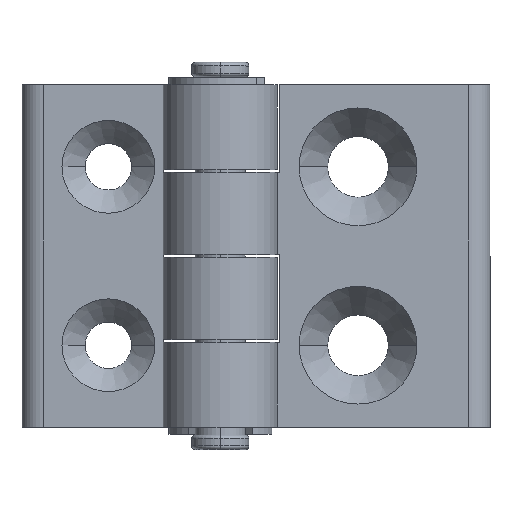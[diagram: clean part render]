
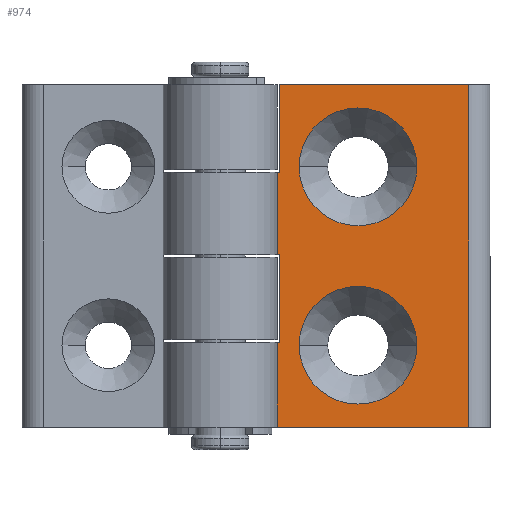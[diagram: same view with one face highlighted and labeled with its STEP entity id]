
A CAD part, top view. The second image highlights one B-rep face of the part: STEP entity #974.
In plain terms, the highlighted planar face has unit normal (0, 0, 1).
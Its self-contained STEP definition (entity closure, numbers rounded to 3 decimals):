
#47 = CARTESIAN_POINT ( 'NONE',  ( -11., 24., 3.1 ) ) ;
#142 = DIRECTION ( 'NONE',  ( 1., 0., 0. ) ) ;
#196 = LINE ( 'NONE', #2272, #1516 ) ;
#211 = CARTESIAN_POINT ( 'NONE',  ( -11.5, 0.2, 3.1 ) ) ;
#250 = VERTEX_POINT ( 'NONE', #2285 ) ;
#258 = EDGE_CURVE ( 'NONE', #525, #1364, #475, .T. ) ;
#291 = ORIENTED_EDGE ( 'NONE', *, *, #2034, .F. ) ;
#370 = LINE ( 'NONE', #1896, #2963 ) ;
#379 = FACE_BOUND ( 'NONE', #690, .T. ) ;
#391 = EDGE_CURVE ( 'NONE', #904, #1211, #1025, .T. ) ;
#411 = DIRECTION ( 'NONE',  ( 0., 0., 1. ) ) ;
#423 = ORIENTED_EDGE ( 'NONE', *, *, #544, .F. ) ;
#452 = ORIENTED_EDGE ( 'NONE', *, *, #2843, .T. ) ;
#458 = VERTEX_POINT ( 'NONE', #1504 ) ;
#472 = LINE ( 'NONE', #2299, #795 ) ;
#475 = LINE ( 'NONE', #2778, #1741 ) ;
#497 = CARTESIAN_POINT ( 'NONE',  ( -11.5, -24., 3.1 ) ) ;
#525 = VERTEX_POINT ( 'NONE', #2461 ) ;
#544 = EDGE_CURVE ( 'NONE', #1369, #1926, #2317, .T. ) ;
#559 = DIRECTION ( 'NONE',  ( 1., 0., 0. ) ) ;
#595 = CIRCLE ( 'NONE', #1988, 8.25 ) ;
#599 = ORIENTED_EDGE ( 'NONE', *, *, #636, .F. ) ;
#611 = VECTOR ( 'NONE', #2332, 1000. ) ;
#636 = EDGE_CURVE ( 'NONE', #1165, #1772, #2200, .T. ) ;
#686 = ORIENTED_EDGE ( 'NONE', *, *, #1667, .T. ) ;
#690 = EDGE_LOOP ( 'NONE', ( #2093, #423 ) ) ;
#702 = EDGE_CURVE ( 'NONE', #2194, #458, #595, .T. ) ;
#795 = VECTOR ( 'NONE', #559, 1000. ) ;
#813 = VECTOR ( 'NONE', #2132, 1000. ) ;
#816 = CARTESIAN_POINT ( 'NONE',  ( -8.25, -12.5, 3.1 ) ) ;
#826 = DIRECTION ( 'NONE',  ( 0., 0., 1. ) ) ;
#850 = ORIENTED_EDGE ( 'NONE', *, *, #2066, .T. ) ;
#861 = CARTESIAN_POINT ( 'NONE',  ( 0., -12.1, 3.1 ) ) ;
#863 = CARTESIAN_POINT ( 'NONE',  ( -11., -12.1, 3.1 ) ) ;
#864 = VECTOR ( 'NONE', #1979, 1000. ) ;
#870 = ORIENTED_EDGE ( 'NONE', *, *, #2657, .T. ) ;
#904 = VERTEX_POINT ( 'NONE', #2398 ) ;
#974 = ADVANCED_FACE ( 'NONE', ( #2021, #379, #1278 ), #2441, .T. ) ;
#1023 = DIRECTION ( 'NONE',  ( 1., 0., 0. ) ) ;
#1025 = LINE ( 'NONE', #2356, #2028 ) ;
#1064 = ORIENTED_EDGE ( 'NONE', *, *, #2810, .T. ) ;
#1080 = CARTESIAN_POINT ( 'NONE',  ( -11., 0., 3.1 ) ) ;
#1082 = CARTESIAN_POINT ( 'NONE',  ( 0., 0., 3.1 ) ) ;
#1111 = VERTEX_POINT ( 'NONE', #497 ) ;
#1165 = VERTEX_POINT ( 'NONE', #1480 ) ;
#1211 = VERTEX_POINT ( 'NONE', #47 ) ;
#1216 = CARTESIAN_POINT ( 'NONE',  ( -11., 11.7, 3.1 ) ) ;
#1221 = DIRECTION ( 'NONE',  ( 0., -1., 0. ) ) ;
#1227 = CARTESIAN_POINT ( 'NONE',  ( 0., 0.2, 3.1 ) ) ;
#1233 = EDGE_LOOP ( 'NONE', ( #452, #2214, #1349, #870, #291, #2060, #1064, #1583, #599, #850 ) ) ;
#1247 = VECTOR ( 'NONE', #2393, 1000. ) ;
#1271 = DIRECTION ( 'NONE',  ( 0., 0., -1. ) ) ;
#1278 = FACE_OUTER_BOUND ( 'NONE', #1233, .T. ) ;
#1320 = CARTESIAN_POINT ( 'NONE',  ( -8.25, 12.5, 3.1 ) ) ;
#1321 = EDGE_CURVE ( 'NONE', #1986, #1772, #196, .T. ) ;
#1349 = ORIENTED_EDGE ( 'NONE', *, *, #391, .T. ) ;
#1364 = VERTEX_POINT ( 'NONE', #211 ) ;
#1369 = VERTEX_POINT ( 'NONE', #1320 ) ;
#1380 = DIRECTION ( 'NONE',  ( 0., -1., 0. ) ) ;
#1407 = LINE ( 'NONE', #2543, #611 ) ;
#1443 = EDGE_CURVE ( 'NONE', #250, #904, #1407, .T. ) ;
#1480 = CARTESIAN_POINT ( 'NONE',  ( -11.5, -12.1, 3.1 ) ) ;
#1504 = CARTESIAN_POINT ( 'NONE',  ( 8.25, -12.5, 3.1 ) ) ;
#1516 = VECTOR ( 'NONE', #1782, 1000. ) ;
#1583 = ORIENTED_EDGE ( 'NONE', *, *, #1321, .T. ) ;
#1626 = DIRECTION ( 'NONE',  ( 0., 0., -1. ) ) ;
#1667 = EDGE_CURVE ( 'NONE', #458, #2194, #1951, .T. ) ;
#1674 = CIRCLE ( 'NONE', #2338, 8.25 ) ;
#1698 = AXIS2_PLACEMENT_3D ( 'NONE', #1082, #826, #1771 ) ;
#1741 = VECTOR ( 'NONE', #1380, 1000. ) ;
#1771 = DIRECTION ( 'NONE',  ( 1., 0., 0. ) ) ;
#1772 = VERTEX_POINT ( 'NONE', #863 ) ;
#1782 = DIRECTION ( 'NONE',  ( 0., -1., 0. ) ) ;
#1841 = ORIENTED_EDGE ( 'NONE', *, *, #702, .T. ) ;
#1869 = CARTESIAN_POINT ( 'NONE',  ( -11., 0.2, 3.1 ) ) ;
#1896 = CARTESIAN_POINT ( 'NONE',  ( -11.5, 24., 3.1 ) ) ;
#1910 = EDGE_LOOP ( 'NONE', ( #686, #1841 ) ) ;
#1926 = VERTEX_POINT ( 'NONE', #2061 ) ;
#1951 = CIRCLE ( 'NONE', #2180, 8.25 ) ;
#1971 = CARTESIAN_POINT ( 'NONE',  ( 0., 12.5, 3.1 ) ) ;
#1979 = DIRECTION ( 'NONE',  ( 0., -1., 0. ) ) ;
#1986 = VERTEX_POINT ( 'NONE', #1869 ) ;
#1988 = AXIS2_PLACEMENT_3D ( 'NONE', #2326, #1626, #2308 ) ;
#2021 = FACE_BOUND ( 'NONE', #1910, .T. ) ;
#2028 = VECTOR ( 'NONE', #2171, 1000. ) ;
#2034 = EDGE_CURVE ( 'NONE', #525, #2605, #472, .T. ) ;
#2060 = ORIENTED_EDGE ( 'NONE', *, *, #258, .T. ) ;
#2061 = CARTESIAN_POINT ( 'NONE',  ( 8.25, 12.5, 3.1 ) ) ;
#2066 = EDGE_CURVE ( 'NONE', #1165, #1111, #370, .T. ) ;
#2093 = ORIENTED_EDGE ( 'NONE', *, *, #2185, .F. ) ;
#2132 = DIRECTION ( 'NONE',  ( 1., 0., 0. ) ) ;
#2147 = LINE ( 'NONE', #2839, #1247 ) ;
#2171 = DIRECTION ( 'NONE',  ( -1., 0., 0. ) ) ;
#2180 = AXIS2_PLACEMENT_3D ( 'NONE', #2882, #1271, #2614 ) ;
#2185 = EDGE_CURVE ( 'NONE', #1926, #1369, #1674, .T. ) ;
#2194 = VERTEX_POINT ( 'NONE', #816 ) ;
#2200 = LINE ( 'NONE', #861, #2409 ) ;
#2214 = ORIENTED_EDGE ( 'NONE', *, *, #1443, .T. ) ;
#2272 = CARTESIAN_POINT ( 'NONE',  ( -11., 0., 3.1 ) ) ;
#2285 = CARTESIAN_POINT ( 'NONE',  ( 15.5, -24., 3.1 ) ) ;
#2299 = CARTESIAN_POINT ( 'NONE',  ( 0., 11.7, 3.1 ) ) ;
#2308 = DIRECTION ( 'NONE',  ( 1., 0., 0. ) ) ;
#2317 = CIRCLE ( 'NONE', #2650, 8.25 ) ;
#2326 = CARTESIAN_POINT ( 'NONE',  ( 0., -12.5, 3.1 ) ) ;
#2332 = DIRECTION ( 'NONE',  ( 0., 1., 0. ) ) ;
#2338 = AXIS2_PLACEMENT_3D ( 'NONE', #2610, #2876, #1023 ) ;
#2348 = LINE ( 'NONE', #1227, #813 ) ;
#2356 = CARTESIAN_POINT ( 'NONE',  ( -11.5, 24., 3.1 ) ) ;
#2393 = DIRECTION ( 'NONE',  ( 1., 0., 0. ) ) ;
#2398 = CARTESIAN_POINT ( 'NONE',  ( 15.5, 24., 3.1 ) ) ;
#2409 = VECTOR ( 'NONE', #2689, 1000. ) ;
#2441 = PLANE ( 'NONE',  #1698 ) ;
#2461 = CARTESIAN_POINT ( 'NONE',  ( -11.5, 11.7, 3.1 ) ) ;
#2543 = CARTESIAN_POINT ( 'NONE',  ( 15.5, 24., 3.1 ) ) ;
#2605 = VERTEX_POINT ( 'NONE', #1216 ) ;
#2610 = CARTESIAN_POINT ( 'NONE',  ( 0., 12.5, 3.1 ) ) ;
#2614 = DIRECTION ( 'NONE',  ( 1., 0., 0. ) ) ;
#2650 = AXIS2_PLACEMENT_3D ( 'NONE', #1971, #411, #142 ) ;
#2657 = EDGE_CURVE ( 'NONE', #1211, #2605, #2857, .T. ) ;
#2689 = DIRECTION ( 'NONE',  ( 1., 0., 0. ) ) ;
#2778 = CARTESIAN_POINT ( 'NONE',  ( -11.5, 24., 3.1 ) ) ;
#2810 = EDGE_CURVE ( 'NONE', #1364, #1986, #2348, .T. ) ;
#2839 = CARTESIAN_POINT ( 'NONE',  ( -11.5, -24., 3.1 ) ) ;
#2843 = EDGE_CURVE ( 'NONE', #1111, #250, #2147, .T. ) ;
#2857 = LINE ( 'NONE', #1080, #864 ) ;
#2876 = DIRECTION ( 'NONE',  ( 0., 0., 1. ) ) ;
#2882 = CARTESIAN_POINT ( 'NONE',  ( 0., -12.5, 3.1 ) ) ;
#2963 = VECTOR ( 'NONE', #1221, 1000. ) ;
